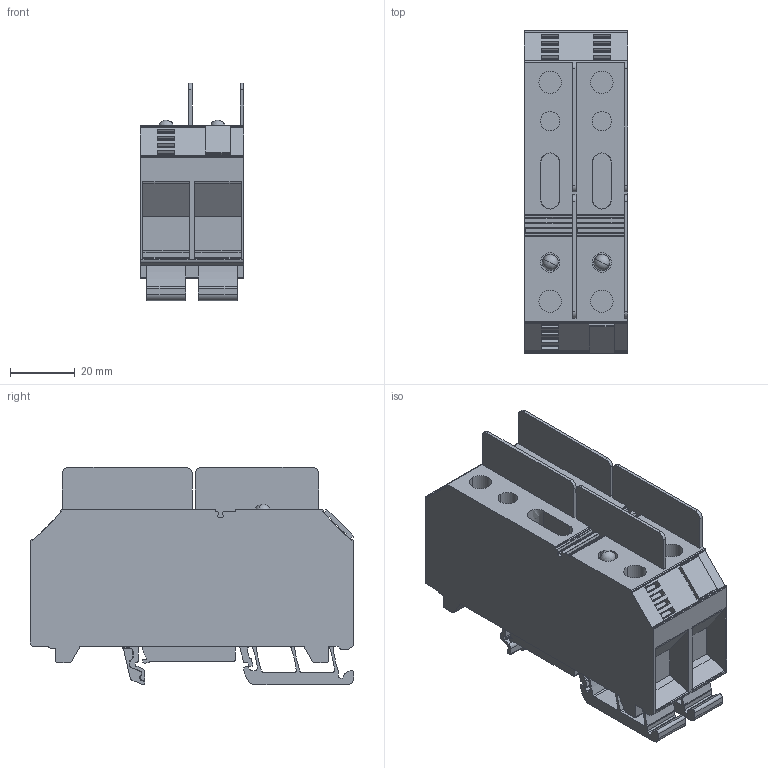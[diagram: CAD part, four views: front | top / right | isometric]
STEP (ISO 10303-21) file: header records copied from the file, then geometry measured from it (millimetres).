
FILE_DESCRIPTION(('CATIA V5 STEP Exchange','CAx-IF Rec.Pracs.--- Model Styling and Organization---1.4--- 2014-01-23'),'2;1');
FILE_NAME ('D1447659_0', '2020-04-24T04:04:45+00:00', ('none'), ('Weidmueller'), 'CATIA Version 5-6 Release 2016 SP3 HF44', 'CATIA V5 STEP AP214', 'none');
FILE_SCHEMA(('AUTOMOTIVE_DESIGN { 1 0 10303 214 1 1 1 1 }'));
Length unit declared in the file: millimetre
Products named in the file (1): 1045970000_WTR_35_E
Bounding box: 32 x 100 x 67.25 mm (x, y, z)
Volume: 129971.7 mm3; surface area: 34813.4 mm2
Topology: 4 solids, 30 shells, 1061 faces, 3103 edges, 2125 vertices
Faces by surface type: plane 611, cylinder 266, cone 134, torus 28, extrusion 22
Entity records: 34536 total; most frequent: CARTESIAN_POINT 6849, ORIENTED_EDGE 6198, DIRECTION 4381, EDGE_CURVE 3077, VECTOR 2256, LINE 2234, VERTEX_POINT 2105, AXIS2_PLACEMENT_3D 1421
